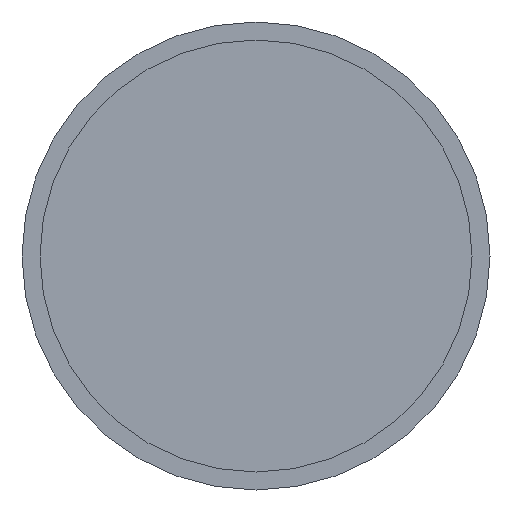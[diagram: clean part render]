
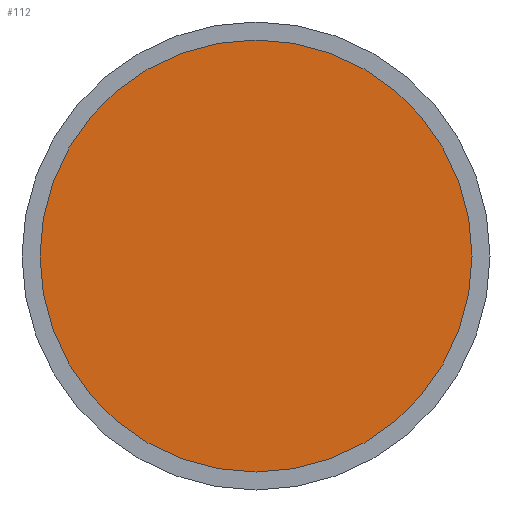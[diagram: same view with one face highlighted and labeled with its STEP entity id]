
A CAD part, front view. The second image highlights one B-rep face of the part: STEP entity #112.
In plain terms, the highlighted planar face has unit normal (0, -1, 0).
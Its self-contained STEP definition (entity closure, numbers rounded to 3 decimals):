
#112 = ADVANCED_FACE( '', ( #232 ), #233, .F. );
#232 = FACE_OUTER_BOUND( '', #381, .T. );
#233 = PLANE( '', #382 );
#381 = EDGE_LOOP( '', ( #601 ) );
#382 = AXIS2_PLACEMENT_3D( '', #602, #603, #604 );
#601 = ORIENTED_EDGE( '', *, *, #662, .T. );
#602 = CARTESIAN_POINT( '', ( 30., 3., 0. ) );
#603 = DIRECTION( '', ( 0., 1., 0. ) );
#604 = DIRECTION( '', ( 0., 0., 1. ) );
#662 = EDGE_CURVE( '', #772, #772, #773, .T. );
#772 = VERTEX_POINT( '', #910 );
#773 = CIRCLE( '', #911, 30. );
#910 = CARTESIAN_POINT( '', ( 0., 3., -30. ) );
#911 = AXIS2_PLACEMENT_3D( '', #1030, #1031, #1032 );
#1030 = CARTESIAN_POINT( '', ( 0., 3., 0. ) );
#1031 = DIRECTION( '', ( 0., -1., 0. ) );
#1032 = DIRECTION( '', ( 0., 0., -1. ) );
